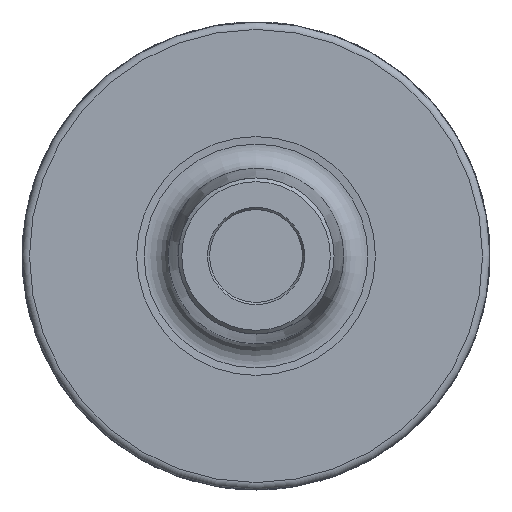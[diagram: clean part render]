
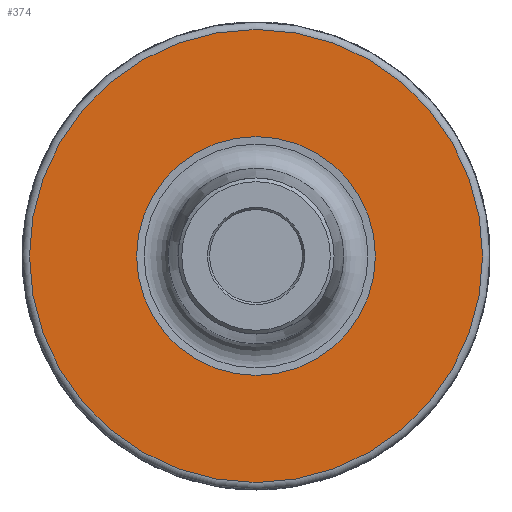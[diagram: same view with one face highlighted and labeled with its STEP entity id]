
A CAD part, left-side view. The second image highlights one B-rep face of the part: STEP entity #374.
In plain terms, the highlighted planar face has unit normal (-1, 0, 0).
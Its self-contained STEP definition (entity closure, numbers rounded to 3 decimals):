
#285=FACE_BOUND('',#542,.T.);
#286=FACE_BOUND('',#543,.T.);
#374=ADVANCED_FACE('',(#285,#286),#407,.F.);
#407=PLANE('',#1382);
#542=EDGE_LOOP('',(#886));
#543=EDGE_LOOP('',(#887));
#886=ORIENTED_EDGE('',*,*,#1191,.T.);
#887=ORIENTED_EDGE('',*,*,#1190,.F.);
#1018=VERTEX_POINT('',#2573);
#1019=VERTEX_POINT('',#2576);
#1190=EDGE_CURVE('',#1018,#1018,#1248,.T.);
#1191=EDGE_CURVE('',#1019,#1019,#1249,.T.);
#1248=CIRCLE('',#1379,30.495);
#1249=CIRCLE('',#1381,16.074);
#1379=AXIS2_PLACEMENT_3D('',#2572,#1696,#1697);
#1381=AXIS2_PLACEMENT_3D('',#2575,#1700,#1701);
#1382=AXIS2_PLACEMENT_3D('',#2577,#1702,#1703);
#1696=DIRECTION('',(1.,0.,0.));
#1697=DIRECTION('',(0.,0.,1.));
#1700=DIRECTION('',(1.,0.,0.));
#1701=DIRECTION('',(0.,0.,1.));
#1702=DIRECTION('',(1.,0.,0.));
#1703=DIRECTION('',(0.,0.,-1.));
#2572=CARTESIAN_POINT('',(25.,0.,0.));
#2573=CARTESIAN_POINT('',(25.,0.,30.495));
#2575=CARTESIAN_POINT('',(25.,0.,0.));
#2576=CARTESIAN_POINT('',(25.,0.,16.074));
#2577=CARTESIAN_POINT('',(25.,30.495,0.));
